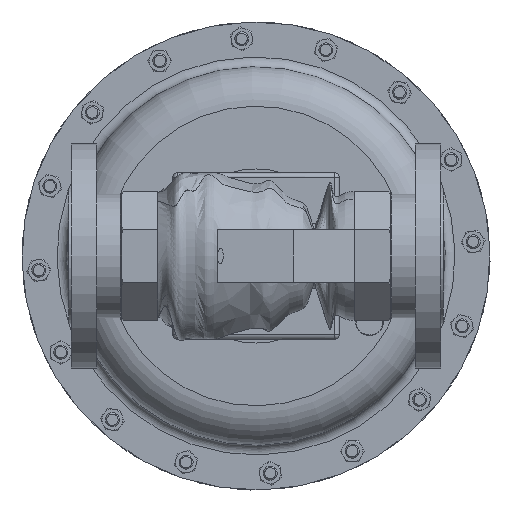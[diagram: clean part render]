
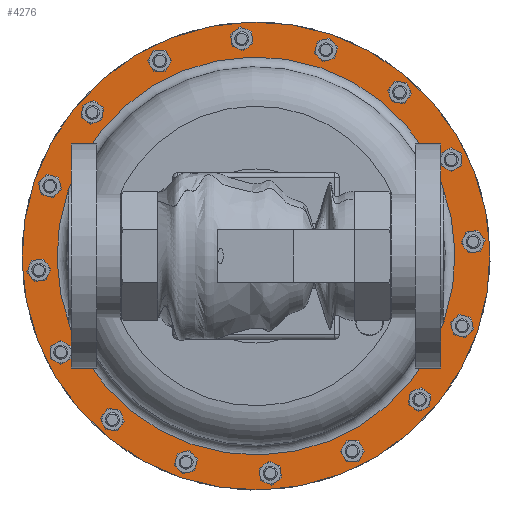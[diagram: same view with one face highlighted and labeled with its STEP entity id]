
A CAD part, front view. The second image highlights one B-rep face of the part: STEP entity #4276.
In plain terms, the highlighted planar face has unit normal (0, -1, 0).
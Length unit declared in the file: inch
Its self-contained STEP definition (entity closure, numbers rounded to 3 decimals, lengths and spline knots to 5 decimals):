
#822 = DIRECTION ( 'NONE',  ( 0.947, 0., -0.321 ) ) ;
#2035 = ORIENTED_EDGE ( 'NONE', *, *, #44306, .F. ) ;
#2793 = AXIS2_PLACEMENT_3D ( 'NONE', #15859, #34401, #12282 ) ;
#4096 = AXIS2_PLACEMENT_3D ( 'NONE', #28693, #6541, #32377 ) ;
#4276 = ADVANCED_FACE ( 'NONE', ( #46909, #19765 ), #8560, .T. ) ;
#4751 = EDGE_CURVE ( 'NONE', #41932, #27972, #36494, .T. ) ;
#5687 = DIRECTION ( 'NONE',  ( 0., 1., 0. ) ) ;
#6541 = DIRECTION ( 'NONE',  ( 0., 1., 0. ) ) ;
#8560 = PLANE ( 'NONE',  #2793 ) ;
#8626 = EDGE_LOOP ( 'NONE', ( #22129, #2035 ) ) ;
#9249 = VERTEX_POINT ( 'NONE', #20183 ) ;
#11293 = DIRECTION ( 'NONE',  ( 0., 1., 0. ) ) ;
#11917 = EDGE_LOOP ( 'NONE', ( #28571, #43128 ) ) ;
#12282 = DIRECTION ( 'NONE',  ( -0.947, 0., 0.321 ) ) ;
#15859 = CARTESIAN_POINT ( 'NONE',  ( -2.009, 10.485, -5.91831 ) ) ;
#16857 = AXIS2_PLACEMENT_3D ( 'NONE', #27832, #5687, #31525 ) ;
#17418 = AXIS2_PLACEMENT_3D ( 'NONE', #45067, #23001, #822 ) ;
#18871 = CIRCLE ( 'NONE', #23355, 5.315 ) ;
#19765 = FACE_OUTER_BOUND ( 'NONE', #8626, .T. ) ;
#20183 = CARTESIAN_POINT ( 'NONE',  ( -5.03293, 10.485, 1.70845 ) ) ;
#22129 = ORIENTED_EDGE ( 'NONE', *, *, #4751, .F. ) ;
#23001 = DIRECTION ( 'NONE',  ( 0., 1., 0. ) ) ;
#23355 = AXIS2_PLACEMENT_3D ( 'NONE', #33395, #11293, #37121 ) ;
#27227 = EDGE_CURVE ( 'NONE', #33484, #9249, #18871, .T. ) ;
#27832 = CARTESIAN_POINT ( 'NONE',  ( 0., 10.485, 0. ) ) ;
#27972 = VERTEX_POINT ( 'NONE', #36403 ) ;
#28571 = ORIENTED_EDGE ( 'NONE', *, *, #27227, .T. ) ;
#28693 = CARTESIAN_POINT ( 'NONE',  ( 0., 10.485, 0. ) ) ;
#31525 = DIRECTION ( 'NONE',  ( 0.947, 0., -0.321 ) ) ;
#31968 = CARTESIAN_POINT ( 'NONE',  ( 5.03293, 10.485, -1.70845 ) ) ;
#32377 = DIRECTION ( 'NONE',  ( 0.947, 0., -0.321 ) ) ;
#33395 = CARTESIAN_POINT ( 'NONE',  ( 0., 10.485, 0. ) ) ;
#33484 = VERTEX_POINT ( 'NONE', #31968 ) ;
#34401 = DIRECTION ( 'NONE',  ( 0., -1., 0. ) ) ;
#35434 = CIRCLE ( 'NONE', #4096, 5.315 ) ;
#35904 = CIRCLE ( 'NONE', #16857, 6.25 ) ;
#36403 = CARTESIAN_POINT ( 'NONE',  ( -5.91831, 10.485, 2.009 ) ) ;
#36494 = CIRCLE ( 'NONE', #17418, 6.25 ) ;
#37121 = DIRECTION ( 'NONE',  ( 0.947, 0., -0.321 ) ) ;
#41002 = CARTESIAN_POINT ( 'NONE',  ( 5.91831, 10.485, -2.009 ) ) ;
#41932 = VERTEX_POINT ( 'NONE', #41002 ) ;
#42353 = EDGE_CURVE ( 'NONE', #9249, #33484, #35434, .T. ) ;
#43128 = ORIENTED_EDGE ( 'NONE', *, *, #42353, .T. ) ;
#44306 = EDGE_CURVE ( 'NONE', #27972, #41932, #35904, .T. ) ;
#45067 = CARTESIAN_POINT ( 'NONE',  ( 0., 10.485, 0. ) ) ;
#46909 = FACE_BOUND ( 'NONE', #11917, .T. ) ;
